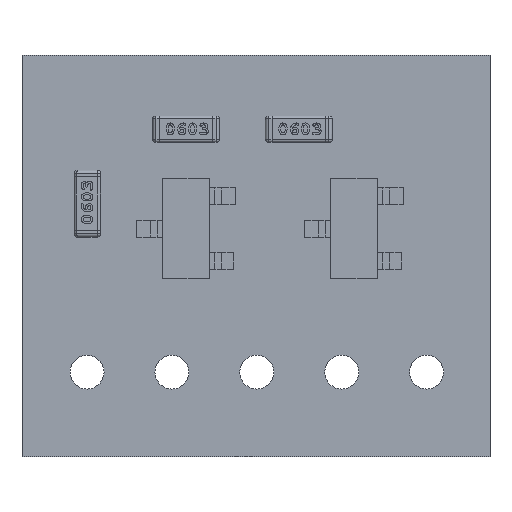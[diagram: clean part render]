
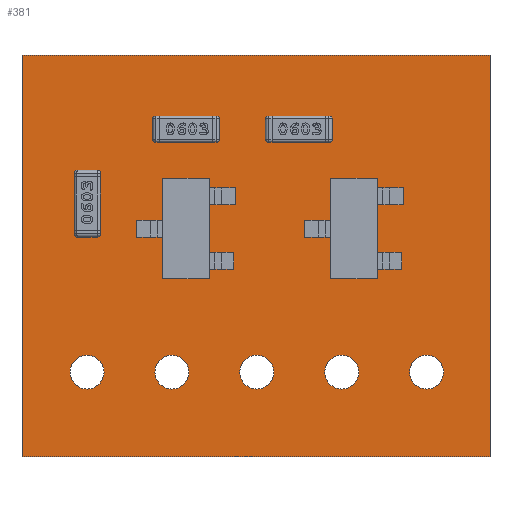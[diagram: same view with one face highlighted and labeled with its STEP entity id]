
A CAD part, top view. The second image highlights one B-rep face of the part: STEP entity #381.
In plain terms, the highlighted planar face has unit normal (0, 0, 1).
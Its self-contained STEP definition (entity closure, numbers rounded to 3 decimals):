
#72 = VERTEX_POINT('',#73);
#73 = CARTESIAN_POINT('',(0.,0.,1.59));
#79 = EDGE_CURVE('',#72,#80,#82,.T.);
#80 = VERTEX_POINT('',#81);
#81 = CARTESIAN_POINT('',(0.,12.,1.59));
#82 = LINE('',#83,#84);
#83 = CARTESIAN_POINT('',(0.,0.,1.59));
#84 = VECTOR('',#85,1.);
#85 = DIRECTION('',(0.,1.,0.));
#110 = EDGE_CURVE('',#80,#111,#113,.T.);
#111 = VERTEX_POINT('',#112);
#112 = CARTESIAN_POINT('',(14.,12.,1.59));
#113 = LINE('',#114,#115);
#114 = CARTESIAN_POINT('',(0.,12.,1.59));
#115 = VECTOR('',#116,1.);
#116 = DIRECTION('',(1.,0.,0.));
#141 = EDGE_CURVE('',#111,#142,#144,.T.);
#142 = VERTEX_POINT('',#143);
#143 = CARTESIAN_POINT('',(14.,0.,1.59));
#144 = LINE('',#145,#146);
#145 = CARTESIAN_POINT('',(14.,12.,1.59));
#146 = VECTOR('',#147,1.);
#147 = DIRECTION('',(0.,-1.,0.));
#172 = EDGE_CURVE('',#142,#72,#173,.T.);
#173 = LINE('',#174,#175);
#174 = CARTESIAN_POINT('',(14.,0.,1.59));
#175 = VECTOR('',#176,1.);
#176 = DIRECTION('',(-1.,0.,0.));
#196 = VERTEX_POINT('',#197);
#197 = CARTESIAN_POINT('',(4.993,2.525,1.59));
#203 = EDGE_CURVE('',#196,#196,#204,.T.);
#204 = CIRCLE('',#205,0.508);
#205 = AXIS2_PLACEMENT_3D('',#206,#207,#208);
#206 = CARTESIAN_POINT('',(4.485,2.525,1.59));
#207 = DIRECTION('',(0.,0.,1.));
#208 = DIRECTION('',(1.,0.,-0.));
#229 = VERTEX_POINT('',#230);
#230 = CARTESIAN_POINT('',(2.453,2.525,1.59));
#236 = EDGE_CURVE('',#229,#229,#237,.T.);
#237 = CIRCLE('',#238,0.508);
#238 = AXIS2_PLACEMENT_3D('',#239,#240,#241);
#239 = CARTESIAN_POINT('',(1.945,2.525,1.59));
#240 = DIRECTION('',(0.,0.,1.));
#241 = DIRECTION('',(1.,0.,-0.));
#262 = VERTEX_POINT('',#263);
#263 = CARTESIAN_POINT('',(12.613,2.525,1.59));
#269 = EDGE_CURVE('',#262,#262,#270,.T.);
#270 = CIRCLE('',#271,0.508);
#271 = AXIS2_PLACEMENT_3D('',#272,#273,#274);
#272 = CARTESIAN_POINT('',(12.105,2.525,1.59));
#273 = DIRECTION('',(0.,0.,1.));
#274 = DIRECTION('',(1.,0.,-0.));
#295 = VERTEX_POINT('',#296);
#296 = CARTESIAN_POINT('',(7.533,2.525,1.59));
#302 = EDGE_CURVE('',#295,#295,#303,.T.);
#303 = CIRCLE('',#304,0.508);
#304 = AXIS2_PLACEMENT_3D('',#305,#306,#307);
#305 = CARTESIAN_POINT('',(7.025,2.525,1.59));
#306 = DIRECTION('',(0.,0.,1.));
#307 = DIRECTION('',(1.,0.,-0.));
#328 = VERTEX_POINT('',#329);
#329 = CARTESIAN_POINT('',(10.073,2.525,1.59));
#335 = EDGE_CURVE('',#328,#328,#336,.T.);
#336 = CIRCLE('',#337,0.508);
#337 = AXIS2_PLACEMENT_3D('',#338,#339,#340);
#338 = CARTESIAN_POINT('',(9.565,2.525,1.59));
#339 = DIRECTION('',(0.,0.,1.));
#340 = DIRECTION('',(1.,0.,-0.));
#381 = ADVANCED_FACE('',(#382,#388,#391,#394,#397,#400),#403,.F.);
#382 = FACE_BOUND('',#383,.F.);
#383 = EDGE_LOOP('',(#384,#385,#386,#387));
#384 = ORIENTED_EDGE('',*,*,#79,.T.);
#385 = ORIENTED_EDGE('',*,*,#110,.T.);
#386 = ORIENTED_EDGE('',*,*,#141,.T.);
#387 = ORIENTED_EDGE('',*,*,#172,.T.);
#388 = FACE_BOUND('',#389,.F.);
#389 = EDGE_LOOP('',(#390));
#390 = ORIENTED_EDGE('',*,*,#203,.T.);
#391 = FACE_BOUND('',#392,.F.);
#392 = EDGE_LOOP('',(#393));
#393 = ORIENTED_EDGE('',*,*,#236,.T.);
#394 = FACE_BOUND('',#395,.F.);
#395 = EDGE_LOOP('',(#396));
#396 = ORIENTED_EDGE('',*,*,#269,.T.);
#397 = FACE_BOUND('',#398,.F.);
#398 = EDGE_LOOP('',(#399));
#399 = ORIENTED_EDGE('',*,*,#302,.T.);
#400 = FACE_BOUND('',#401,.F.);
#401 = EDGE_LOOP('',(#402));
#402 = ORIENTED_EDGE('',*,*,#335,.T.);
#403 = PLANE('',#404);
#404 = AXIS2_PLACEMENT_3D('',#405,#406,#407);
#405 = CARTESIAN_POINT('',(7.,6.,1.59));
#406 = DIRECTION('',(-0.,-0.,-1.));
#407 = DIRECTION('',(-1.,0.,0.));
